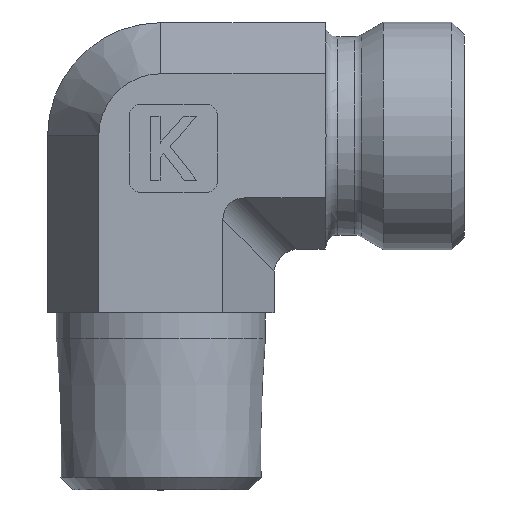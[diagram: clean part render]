
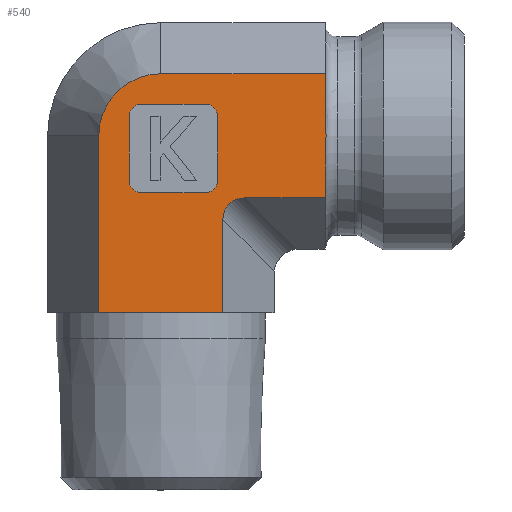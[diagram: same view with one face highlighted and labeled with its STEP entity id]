
A CAD part, left-side view. The second image highlights one B-rep face of the part: STEP entity #540.
In plain terms, the highlighted planar face has unit normal (-1, 0, 0).
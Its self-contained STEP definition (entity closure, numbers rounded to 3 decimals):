
#319=CARTESIAN_POINT('',(-27.685,4.636,1.));
#320=VERTEX_POINT('',#319);
#327=CARTESIAN_POINT('',(-27.685,14.451,1.));
#328=VERTEX_POINT('',#327);
#329=CARTESIAN_POINT('',(-27.685,14.451,1.));
#330=DIRECTION('',(0.0,-1.0,0.0));
#331=VECTOR('',#330,9.815);
#332=LINE('',#329,#331);
#333=EDGE_CURVE('',#328,#320,#332,.T.);
#383=CARTESIAN_POINT('',(-27.685,4.636,0.0));
#384=DIRECTION('',(-1.0,0.0,0.0));
#385=DIRECTION('',(0.0,0.0,1.0));
#386=AXIS2_PLACEMENT_3D('',#383,#384,#385);
#387=PLANE('',#386);
#388=ORIENTED_EDGE('',*,*,#333,.T.);
#389=CARTESIAN_POINT('',(-27.685,4.636,8.36));
#390=VERTEX_POINT('',#389);
#391=CARTESIAN_POINT('',(-27.685,4.636,1.));
#392=DIRECTION('',(0.0,0.0,1.0));
#393=VECTOR('',#392,7.36);
#394=LINE('',#391,#393);
#395=EDGE_CURVE('',#320,#390,#394,.T.);
#396=ORIENTED_EDGE('',*,*,#395,.T.);
#397=CARTESIAN_POINT('',(-27.685,2.904,10.093));
#398=VERTEX_POINT('',#397);
#399=CARTESIAN_POINT('',(-27.685,2.327,7.783));
#400=DIRECTION('',(-1.0,0.0,0.0));
#401=DIRECTION('',(0.0,0.707,0.707));
#402=AXIS2_PLACEMENT_3D('',#399,#400,#401);
#403=ELLIPSE('',#402,2.582,2.0);
#404=EDGE_CURVE('',#398,#390,#403,.T.);
#405=ORIENTED_EDGE('',*,*,#404,.F.);
#406=CARTESIAN_POINT('',(-27.685,-3.456,10.093));
#407=VERTEX_POINT('',#406);
#408=CARTESIAN_POINT('',(-27.685,2.904,10.093));
#409=DIRECTION('',(0.0,-1.0,0.0));
#410=VECTOR('',#409,6.36);
#411=LINE('',#408,#410);
#412=EDGE_CURVE('',#398,#407,#411,.T.);
#413=ORIENTED_EDGE('',*,*,#412,.T.);
#414=CARTESIAN_POINT('',(-27.685,-3.456,12.536));
#415=VERTEX_POINT('',#414);
#416=CARTESIAN_POINT('',(-27.685,-3.456,10.093));
#417=DIRECTION('',(0.0,0.0,1.0));
#418=VECTOR('',#417,2.443);
#419=LINE('',#416,#418);
#420=EDGE_CURVE('',#407,#415,#419,.T.);
#421=ORIENTED_EDGE('',*,*,#420,.T.);
#422=CARTESIAN_POINT('',(-27.685,-3.456,17.464));
#423=VERTEX_POINT('',#422);
#424=CARTESIAN_POINT('',(-27.685,-3.456,12.536));
#425=CARTESIAN_POINT('',(-27.685,-3.456,12.769));
#426=CARTESIAN_POINT('',(-27.685,-3.464,13.048));
#427=CARTESIAN_POINT('',(-27.685,-3.491,13.818));
#428=CARTESIAN_POINT('',(-27.685,-3.519,14.462));
#429=CARTESIAN_POINT('',(-27.685,-3.519,15.538));
#430=CARTESIAN_POINT('',(-27.685,-3.491,16.182));
#431=CARTESIAN_POINT('',(-27.685,-3.464,16.952));
#432=CARTESIAN_POINT('',(-27.685,-3.456,17.231));
#433=CARTESIAN_POINT('',(-27.685,-3.456,17.464));
#434=B_SPLINE_CURVE_WITH_KNOTS('',3,(#424,#425,#426,#427,#428,#429,#430,#431,#432,#433),.UNSPECIFIED.,.F.,.U.,(4,2,2,2,4),(0.782,0.852,1.013,1.174,1.244),.UNSPECIFIED.);
#435=EDGE_CURVE('',#415,#423,#434,.T.);
#436=ORIENTED_EDGE('',*,*,#435,.T.);
#437=CARTESIAN_POINT('',(-27.685,-3.456,19.907));
#438=VERTEX_POINT('',#437);
#439=CARTESIAN_POINT('',(-27.685,-3.456,17.464));
#440=DIRECTION('',(0.0,0.0,1.0));
#441=VECTOR('',#440,2.443);
#442=LINE('',#439,#441);
#443=EDGE_CURVE('',#423,#438,#442,.T.);
#444=ORIENTED_EDGE('',*,*,#443,.T.);
#445=CARTESIAN_POINT('',(-27.685,9.544,19.907));
#446=VERTEX_POINT('',#445);
#447=CARTESIAN_POINT('',(-27.685,9.544,19.907));
#448=DIRECTION('',(0.0,-1.0,0.0));
#449=VECTOR('',#448,13.);
#450=LINE('',#447,#449);
#451=EDGE_CURVE('',#446,#438,#450,.T.);
#452=ORIENTED_EDGE('',*,*,#451,.F.);
#453=CARTESIAN_POINT('',(-27.685,14.451,15.));
#454=VERTEX_POINT('',#453);
#455=CARTESIAN_POINT('',(-27.685,9.544,15.));
#456=DIRECTION('',(-1.0,0.0,0.0));
#457=DIRECTION('',(0.0,0.0,1.0));
#458=AXIS2_PLACEMENT_3D('',#455,#456,#457);
#459=CIRCLE('',#458,4.907);
#460=EDGE_CURVE('',#446,#454,#459,.T.);
#461=ORIENTED_EDGE('',*,*,#460,.T.);
#462=CARTESIAN_POINT('',(-27.685,14.451,1.));
#463=DIRECTION('',(0.0,0.0,1.0));
#464=VECTOR('',#463,14.);
#465=LINE('',#462,#464);
#466=EDGE_CURVE('',#328,#454,#465,.T.);
#467=ORIENTED_EDGE('',*,*,#466,.F.);
#468=EDGE_LOOP('',(#388,#396,#405,#413,#421,#436,#444,#452,#461,#467));
#469=FACE_OUTER_BOUND('',#468,.T.);
#470=CARTESIAN_POINT('',(-27.685,6.044,10.5));
#471=VERTEX_POINT('',#470);
#472=CARTESIAN_POINT('',(-27.685,11.044,10.5));
#473=VERTEX_POINT('',#472);
#474=CARTESIAN_POINT('',(-27.685,6.044,10.5));
#475=DIRECTION('',(0.0,1.0,0.0));
#476=VECTOR('',#475,5.);
#477=LINE('',#474,#476);
#478=EDGE_CURVE('',#471,#473,#477,.T.);
#479=ORIENTED_EDGE('',*,*,#478,.T.);
#480=CARTESIAN_POINT('',(-27.685,12.044,11.5));
#481=VERTEX_POINT('',#480);
#482=CARTESIAN_POINT('',(-27.685,11.044,11.5));
#483=DIRECTION('',(-1.0,0.0,0.0));
#484=DIRECTION('',(0.0,0.707,-0.707));
#485=AXIS2_PLACEMENT_3D('',#482,#483,#484);
#486=CIRCLE('',#485,1.0);
#487=EDGE_CURVE('',#481,#473,#486,.T.);
#488=ORIENTED_EDGE('',*,*,#487,.F.);
#489=CARTESIAN_POINT('',(-27.685,12.044,16.5));
#490=VERTEX_POINT('',#489);
#491=CARTESIAN_POINT('',(-27.685,12.044,11.5));
#492=DIRECTION('',(0.0,0.0,1.0));
#493=VECTOR('',#492,5.0);
#494=LINE('',#491,#493);
#495=EDGE_CURVE('',#481,#490,#494,.T.);
#496=ORIENTED_EDGE('',*,*,#495,.T.);
#497=CARTESIAN_POINT('',(-27.685,11.044,17.5));
#498=VERTEX_POINT('',#497);
#499=CARTESIAN_POINT('',(-27.685,11.044,16.5));
#500=DIRECTION('',(-1.0,0.0,0.0));
#501=DIRECTION('',(0.0,0.707,0.707));
#502=AXIS2_PLACEMENT_3D('',#499,#500,#501);
#503=CIRCLE('',#502,1.0);
#504=EDGE_CURVE('',#498,#490,#503,.T.);
#505=ORIENTED_EDGE('',*,*,#504,.F.);
#506=CARTESIAN_POINT('',(-27.685,6.044,17.5));
#507=VERTEX_POINT('',#506);
#508=CARTESIAN_POINT('',(-27.685,11.044,17.5));
#509=DIRECTION('',(0.0,-1.0,0.0));
#510=VECTOR('',#509,5.);
#511=LINE('',#508,#510);
#512=EDGE_CURVE('',#498,#507,#511,.T.);
#513=ORIENTED_EDGE('',*,*,#512,.T.);
#514=CARTESIAN_POINT('',(-27.685,5.044,16.5));
#515=VERTEX_POINT('',#514);
#516=CARTESIAN_POINT('',(-27.685,6.044,16.5));
#517=DIRECTION('',(-1.0,0.0,0.0));
#518=DIRECTION('',(0.0,-0.707,0.707));
#519=AXIS2_PLACEMENT_3D('',#516,#517,#518);
#520=CIRCLE('',#519,1.0);
#521=EDGE_CURVE('',#515,#507,#520,.T.);
#522=ORIENTED_EDGE('',*,*,#521,.F.);
#523=CARTESIAN_POINT('',(-27.685,5.044,11.5));
#524=VERTEX_POINT('',#523);
#525=CARTESIAN_POINT('',(-27.685,5.044,16.5));
#526=DIRECTION('',(0.0,0.0,-1.0));
#527=VECTOR('',#526,5.);
#528=LINE('',#525,#527);
#529=EDGE_CURVE('',#515,#524,#528,.T.);
#530=ORIENTED_EDGE('',*,*,#529,.T.);
#531=CARTESIAN_POINT('',(-27.685,6.044,11.5));
#532=DIRECTION('',(-1.0,0.0,0.0));
#533=DIRECTION('',(0.0,-0.707,-0.707));
#534=AXIS2_PLACEMENT_3D('',#531,#532,#533);
#535=CIRCLE('',#534,1.0);
#536=EDGE_CURVE('',#471,#524,#535,.T.);
#537=ORIENTED_EDGE('',*,*,#536,.F.);
#538=EDGE_LOOP('',(#479,#488,#496,#505,#513,#522,#530,#537));
#539=FACE_BOUND('',#538,.T.);
#540=ADVANCED_FACE('',(#469,#539),#387,.T.);
